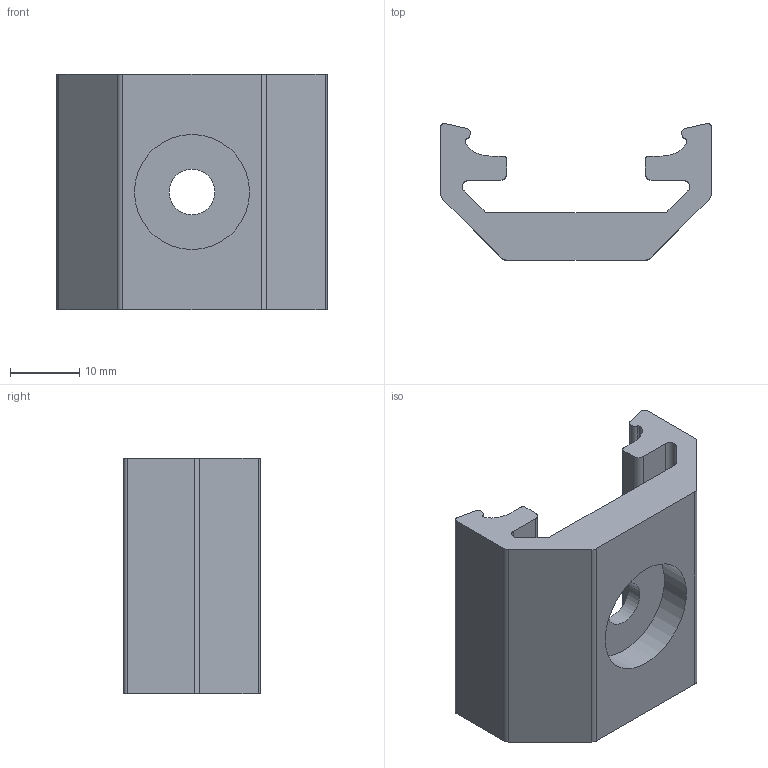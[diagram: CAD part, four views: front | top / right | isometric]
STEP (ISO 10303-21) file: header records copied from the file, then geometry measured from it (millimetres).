
FILE_DESCRIPTION (( 'STEP AP214' ), '1' );
FILE_NAME ('F00G4.STEP', '2025-02-25T12:34:57', ( '' ), ( '' ), 'SwSTEP 2.0', 'SolidWorks 2024', '' );
FILE_SCHEMA (( 'AUTOMOTIVE_DESIGN' ));
Length unit declared in the file: millimetre
Products named in the file (1): F00G4
Bounding box: 39.01 x 19.7 x 34 mm (x, y, z)
Volume: 10051.9 mm3; surface area: 5935 mm2
Topology: 1 solids, 1 shells, 49 faces, 138 edges, 92 vertices
Faces by surface type: cylinder 30, plane 19
Full cylindrical faces by diameter (mm): 6.6 x1, 16.6 x1
Entity records: 1629 total; most frequent: DIRECTION 296, CARTESIAN_POINT 278, ORIENTED_EDGE 272, EDGE_CURVE 136, AXIS2_PLACEMENT_3D 110, VERTEX_POINT 92, LINE 76, VECTOR 76
